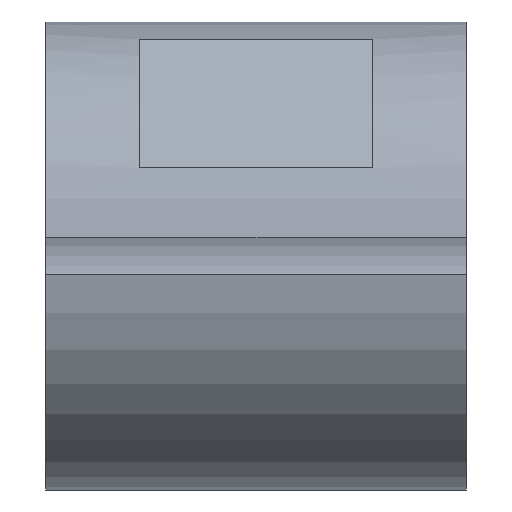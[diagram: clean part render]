
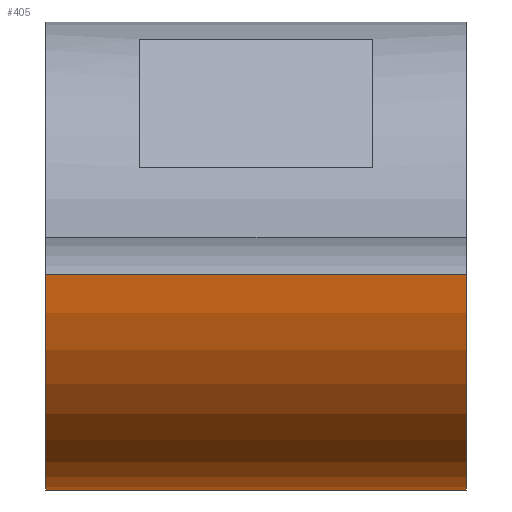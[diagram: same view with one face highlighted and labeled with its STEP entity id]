
A CAD part, left-side view. The second image highlights one B-rep face of the part: STEP entity #405.
In plain terms, the highlighted cylindrical face has radius 6.35 mm (diameter 12.7 mm), a partial arc.
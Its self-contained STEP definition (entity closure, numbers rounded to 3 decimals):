
#44 = ORIENTED_EDGE ( 'NONE', *, *, #559, .T. ) ;
#57 = AXIS2_PLACEMENT_3D ( 'NONE', #536, #455, #651 ) ;
#68 = VERTEX_POINT ( 'NONE', #214 ) ;
#70 = VERTEX_POINT ( 'NONE', #249 ) ;
#77 = CYLINDRICAL_SURFACE ( 'NONE', #246, 6.35 ) ;
#184 = CARTESIAN_POINT ( 'NONE',  ( 0., -5.702, -6.35 ) ) ;
#214 = CARTESIAN_POINT ( 'NONE',  ( -6.33, 5.702, -0.508 ) ) ;
#242 = ORIENTED_EDGE ( 'NONE', *, *, #373, .F. ) ;
#246 = AXIS2_PLACEMENT_3D ( 'NONE', #553, #516, #871 ) ;
#249 = CARTESIAN_POINT ( 'NONE',  ( 0., 5.702, -6.35 ) ) ;
#311 = DIRECTION ( 'NONE',  ( 0., 1., 0. ) ) ;
#334 = EDGE_LOOP ( 'NONE', ( #242, #853, #44, #626 ) ) ;
#338 = CARTESIAN_POINT ( 'NONE',  ( 0., -5.702, 0. ) ) ;
#340 = CARTESIAN_POINT ( 'NONE',  ( -6.33, -5.702, -0.508 ) ) ;
#373 = EDGE_CURVE ( 'NONE', #426, #70, #870, .T. ) ;
#383 = CARTESIAN_POINT ( 'NONE',  ( -6.33, -5.702, -0.508 ) ) ;
#397 = DIRECTION ( 'NONE',  ( 0., 1., 0. ) ) ;
#405 = ADVANCED_FACE ( 'NONE', ( #743 ), #77, .T. ) ;
#426 = VERTEX_POINT ( 'NONE', #184 ) ;
#437 = CARTESIAN_POINT ( 'NONE',  ( 0., -5.702, -6.35 ) ) ;
#455 = DIRECTION ( 'NONE',  ( 0., 1., 0. ) ) ;
#516 = DIRECTION ( 'NONE',  ( 0., 1., 0. ) ) ;
#536 = CARTESIAN_POINT ( 'NONE',  ( 0., 5.702, 0. ) ) ;
#551 = VERTEX_POINT ( 'NONE', #383 ) ;
#553 = CARTESIAN_POINT ( 'NONE',  ( 0., -5.702, 0. ) ) ;
#559 = EDGE_CURVE ( 'NONE', #551, #68, #865, .T. ) ;
#563 = DIRECTION ( 'NONE',  ( 0., 1., 0. ) ) ;
#569 = EDGE_CURVE ( 'NONE', #70, #68, #781, .T. ) ;
#609 = EDGE_CURVE ( 'NONE', #426, #551, #701, .T. ) ;
#626 = ORIENTED_EDGE ( 'NONE', *, *, #569, .F. ) ;
#651 = DIRECTION ( 'NONE',  ( 0., 0., 1. ) ) ;
#655 = AXIS2_PLACEMENT_3D ( 'NONE', #338, #563, #860 ) ;
#701 = CIRCLE ( 'NONE', #655, 6.35 ) ;
#743 = FACE_OUTER_BOUND ( 'NONE', #334, .T. ) ;
#781 = CIRCLE ( 'NONE', #57, 6.35 ) ;
#789 = VECTOR ( 'NONE', #397, 1000. ) ;
#846 = VECTOR ( 'NONE', #311, 1000. ) ;
#853 = ORIENTED_EDGE ( 'NONE', *, *, #609, .T. ) ;
#860 = DIRECTION ( 'NONE',  ( 0., 0., 1. ) ) ;
#865 = LINE ( 'NONE', #340, #789 ) ;
#870 = LINE ( 'NONE', #437, #846 ) ;
#871 = DIRECTION ( 'NONE',  ( 0., 0., 1. ) ) ;
